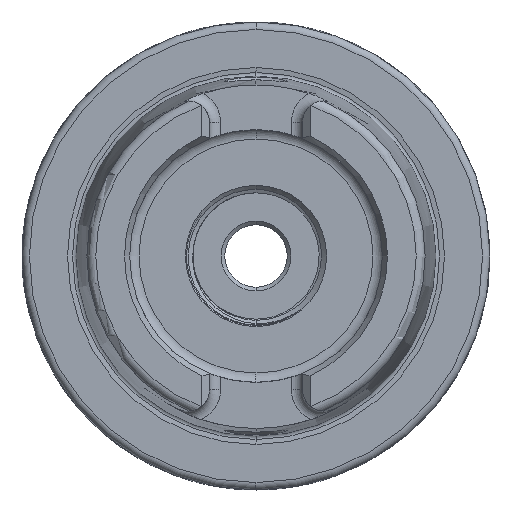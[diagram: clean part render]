
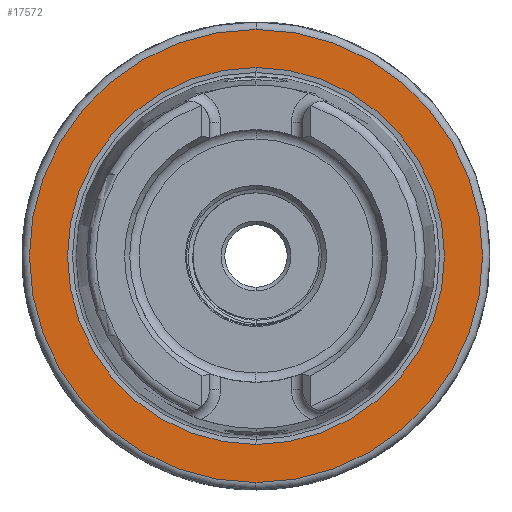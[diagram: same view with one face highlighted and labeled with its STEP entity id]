
A CAD part, left-side view. The second image highlights one B-rep face of the part: STEP entity #17572.
In plain terms, the highlighted planar face has unit normal (-1, 0, 0).
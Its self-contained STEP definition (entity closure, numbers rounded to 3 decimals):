
#1867 = ORIENTED_EDGE ( 'NONE', *, *, #20998, .T. ) ;
#1917 = ORIENTED_EDGE ( 'NONE', *, *, #24184, .T. ) ;
#2127 = ORIENTED_EDGE ( 'NONE', *, *, #22896, .T. ) ;
#2130 = ORIENTED_EDGE ( 'NONE', *, *, #20953, .T. ) ;
#4333 = FACE_BOUND ( 'NONE', #20273, .T. ) ;
#4413 = FACE_OUTER_BOUND ( 'NONE', #23883, .T. ) ;
#4494 = CIRCLE ( 'NONE', #5913, 30.5 ) ;
#4507 = CIRCLE ( 'NONE', #5905, 25.369 ) ;
#4661 = CIRCLE ( 'NONE', #6096, 25.369 ) ;
#4748 = CIRCLE ( 'NONE', #6109, 30.5 ) ;
#5884 = AXIS2_PLACEMENT_3D ( 'NONE', #26495, #26520, #26528 ) ;
#5905 = AXIS2_PLACEMENT_3D ( 'NONE', #31081, #31068, #31048 ) ;
#5913 = AXIS2_PLACEMENT_3D ( 'NONE', #27306, #27301, #27290 ) ;
#6096 = AXIS2_PLACEMENT_3D ( 'NONE', #13464, #13497, #13468 ) ;
#6109 = AXIS2_PLACEMENT_3D ( 'NONE', #18465, #18481, #18467 ) ;
#13464 = CARTESIAN_POINT ( 'NONE',  ( 0., 0., 0. ) ) ;
#13468 = DIRECTION ( 'NONE',  ( 0., 0., -1. ) ) ;
#13497 = DIRECTION ( 'NONE',  ( 1., 0., 0. ) ) ;
#17572 = ADVANCED_FACE ( 'NONE', ( #4413, #4333 ), #26515, .T. ) ;
#18465 = CARTESIAN_POINT ( 'NONE',  ( 0., 0., 0. ) ) ;
#18467 = DIRECTION ( 'NONE',  ( 0., 0., 1. ) ) ;
#18481 = DIRECTION ( 'NONE',  ( -1., 0., 0. ) ) ;
#20273 = EDGE_LOOP ( 'NONE', ( #1867, #2127 ) ) ;
#20456 = VERTEX_POINT ( 'NONE', #26836 ) ;
#20516 = VERTEX_POINT ( 'NONE', #26855 ) ;
#20527 = VERTEX_POINT ( 'NONE', #26867 ) ;
#20535 = VERTEX_POINT ( 'NONE', #26876 ) ;
#20953 = EDGE_CURVE ( 'NONE', #20527, #20535, #4494, .T. ) ;
#20998 = EDGE_CURVE ( 'NONE', #20456, #20516, #4507, .T. ) ;
#22896 = EDGE_CURVE ( 'NONE', #20516, #20456, #4661, .T. ) ;
#23883 = EDGE_LOOP ( 'NONE', ( #2130, #1917 ) ) ;
#24184 = EDGE_CURVE ( 'NONE', #20535, #20527, #4748, .T. ) ;
#26495 = CARTESIAN_POINT ( 'NONE',  ( 0., 25.369, 0. ) ) ;
#26515 = PLANE ( 'NONE',  #5884 ) ;
#26520 = DIRECTION ( 'NONE',  ( -1., 0., 0. ) ) ;
#26528 = DIRECTION ( 'NONE',  ( 0., 0., 1. ) ) ;
#26836 = CARTESIAN_POINT ( 'NONE',  ( 0., 0., 25.369 ) ) ;
#26855 = CARTESIAN_POINT ( 'NONE',  ( 0., 0., -25.369 ) ) ;
#26867 = CARTESIAN_POINT ( 'NONE',  ( 0., 0., 30.5 ) ) ;
#26876 = CARTESIAN_POINT ( 'NONE',  ( 0., 0., -30.5 ) ) ;
#27290 = DIRECTION ( 'NONE',  ( 0., 0., 1. ) ) ;
#27301 = DIRECTION ( 'NONE',  ( -1., 0., 0. ) ) ;
#27306 = CARTESIAN_POINT ( 'NONE',  ( 0., 0., 0. ) ) ;
#31048 = DIRECTION ( 'NONE',  ( 0., 0., -1. ) ) ;
#31068 = DIRECTION ( 'NONE',  ( 1., 0., 0. ) ) ;
#31081 = CARTESIAN_POINT ( 'NONE',  ( 0., 0., 0. ) ) ;
